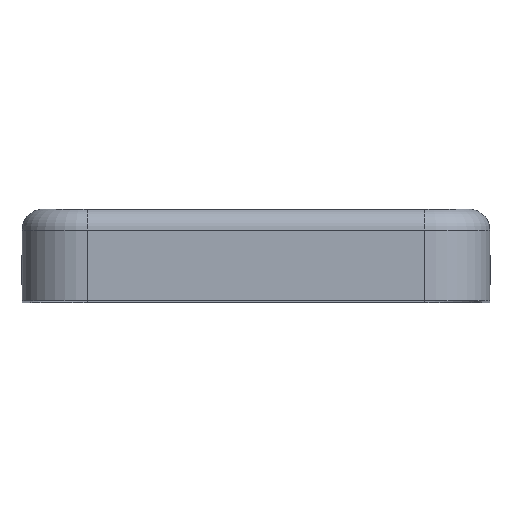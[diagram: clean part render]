
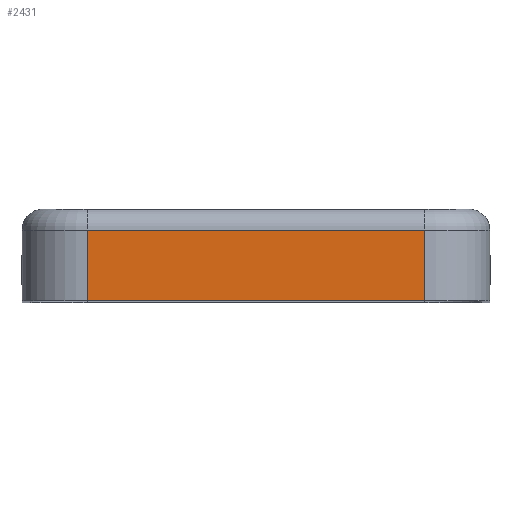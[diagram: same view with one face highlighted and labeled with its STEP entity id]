
A CAD part, top view. The second image highlights one B-rep face of the part: STEP entity #2431.
In plain terms, the highlighted planar face has unit normal (0, 0, 1).
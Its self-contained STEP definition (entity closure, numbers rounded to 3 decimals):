
#89 = CARTESIAN_POINT ( 'NONE',  ( -6.45, -0.5, 24.7 ) ) ;
#128 = CARTESIAN_POINT ( 'NONE',  ( 6.45, 0.3, 24.7 ) ) ;
#156 = VERTEX_POINT ( 'NONE', #1798 ) ;
#289 = LINE ( 'NONE', #1697, #2175 ) ;
#349 = DIRECTION ( 'NONE',  ( 0., 0., 1. ) ) ;
#379 = EDGE_CURVE ( 'NONE', #2354, #1663, #868, .T. ) ;
#479 = CARTESIAN_POINT ( 'NONE',  ( -6.45, 0.3, 24.7 ) ) ;
#495 = EDGE_CURVE ( 'NONE', #1385, #2354, #2327, .T. ) ;
#545 = VECTOR ( 'NONE', #2313, 1000. ) ;
#579 = DIRECTION ( 'NONE',  ( -1., 0., 0. ) ) ;
#824 = ORIENTED_EDGE ( 'NONE', *, *, #1728, .F. ) ;
#868 = LINE ( 'NONE', #479, #1963 ) ;
#964 = VECTOR ( 'NONE', #1462, 1000. ) ;
#1196 = CARTESIAN_POINT ( 'NONE',  ( -6.45, -3.2, 24.7 ) ) ;
#1385 = VERTEX_POINT ( 'NONE', #2295 ) ;
#1396 = PLANE ( 'NONE',  #2525 ) ;
#1462 = DIRECTION ( 'NONE',  ( -1., 0., 0. ) ) ;
#1637 = EDGE_LOOP ( 'NONE', ( #824, #1640, #1882, #2182 ) ) ;
#1640 = ORIENTED_EDGE ( 'NONE', *, *, #2251, .F. ) ;
#1663 = VERTEX_POINT ( 'NONE', #1196 ) ;
#1697 = CARTESIAN_POINT ( 'NONE',  ( 6.45, 0.3, 24.7 ) ) ;
#1728 = EDGE_CURVE ( 'NONE', #156, #1663, #2500, .T. ) ;
#1798 = CARTESIAN_POINT ( 'NONE',  ( 6.45, -3.2, 24.7 ) ) ;
#1882 = ORIENTED_EDGE ( 'NONE', *, *, #495, .T. ) ;
#1925 = CARTESIAN_POINT ( 'NONE',  ( 6.45, -0.5, 24.7 ) ) ;
#1963 = VECTOR ( 'NONE', #2520, 1000. ) ;
#2175 = VECTOR ( 'NONE', #2581, 1000. ) ;
#2182 = ORIENTED_EDGE ( 'NONE', *, *, #379, .T. ) ;
#2251 = EDGE_CURVE ( 'NONE', #1385, #156, #289, .T. ) ;
#2295 = CARTESIAN_POINT ( 'NONE',  ( 6.45, -0.5, 24.7 ) ) ;
#2313 = DIRECTION ( 'NONE',  ( -1., 0., 0. ) ) ;
#2327 = LINE ( 'NONE', #1925, #545 ) ;
#2354 = VERTEX_POINT ( 'NONE', #89 ) ;
#2395 = FACE_OUTER_BOUND ( 'NONE', #1637, .T. ) ;
#2431 = ADVANCED_FACE ( 'NONE', ( #2395 ), #1396, .T. ) ;
#2500 = LINE ( 'NONE', #2529, #964 ) ;
#2520 = DIRECTION ( 'NONE',  ( 0., -1., 0. ) ) ;
#2525 = AXIS2_PLACEMENT_3D ( 'NONE', #128, #349, #579 ) ;
#2529 = CARTESIAN_POINT ( 'NONE',  ( 6.45, -3.2, 24.7 ) ) ;
#2581 = DIRECTION ( 'NONE',  ( 0., -1., 0. ) ) ;
